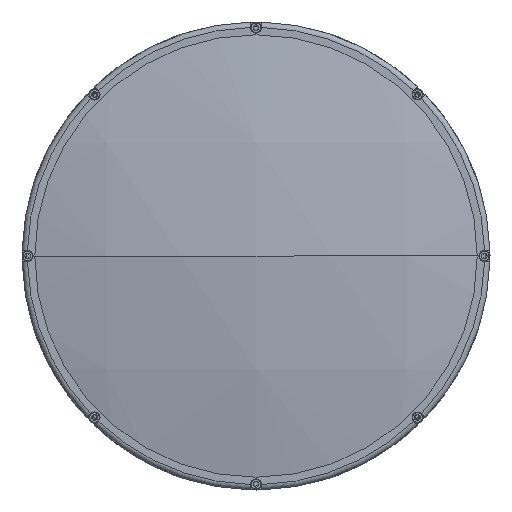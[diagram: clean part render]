
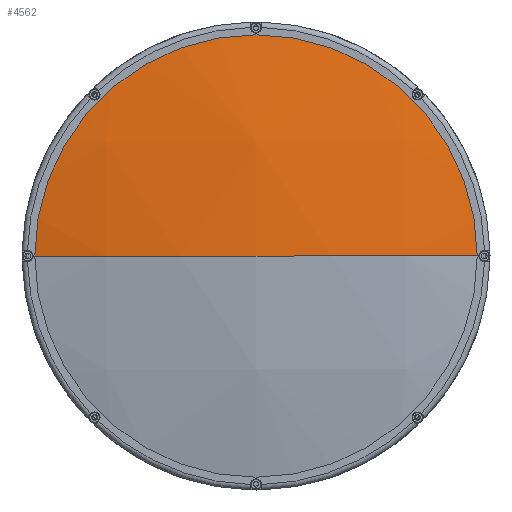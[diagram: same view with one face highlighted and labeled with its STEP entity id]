
A CAD part, left-side view. The second image highlights one B-rep face of the part: STEP entity #4562.
In plain terms, the highlighted spherical face has radius 606 mm.
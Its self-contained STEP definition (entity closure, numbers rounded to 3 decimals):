
#54 = DIRECTION ( 'NONE',  ( 0., 0., -1. ) ) ;
#384 = DIRECTION ( 'NONE',  ( 0., 0., -1. ) ) ;
#589 = DIRECTION ( 'NONE',  ( 0., 0., 1. ) ) ;
#668 = VERTEX_POINT ( 'NONE', #3234 ) ;
#1150 = AXIS2_PLACEMENT_3D ( 'NONE', #5847, #589, #5815 ) ;
#1290 = VERTEX_POINT ( 'NONE', #3700 ) ;
#1416 = EDGE_CURVE ( 'NONE', #668, #1290, #1714, .T. ) ;
#1440 = CIRCLE ( 'NONE', #2396, 124.9 ) ;
#1445 = AXIS2_PLACEMENT_3D ( 'NONE', #7285, #384, #1538 ) ;
#1538 = DIRECTION ( 'NONE',  ( 0., 1., 0. ) ) ;
#1586 = EDGE_CURVE ( 'NONE', #3200, #1290, #7189, .T. ) ;
#1714 = CIRCLE ( 'NONE', #1445, 606. ) ;
#1752 = CARTESIAN_POINT ( 'NONE',  ( -547.362, 0., 0. ) ) ;
#1830 = DIRECTION ( 'NONE',  ( 0., 0., 1. ) ) ;
#2305 = SPHERICAL_SURFACE ( 'NONE', #7200, 606. ) ;
#2396 = AXIS2_PLACEMENT_3D ( 'NONE', #1752, #4087, #54 ) ;
#3101 = CARTESIAN_POINT ( 'NONE',  ( 45.627, 0., 0. ) ) ;
#3200 = VERTEX_POINT ( 'NONE', #3813 ) ;
#3234 = CARTESIAN_POINT ( 'NONE',  ( -547.362, -124.9, 0. ) ) ;
#3599 = DIRECTION ( 'NONE',  ( 0., -1., 0. ) ) ;
#3700 = CARTESIAN_POINT ( 'NONE',  ( -560.373, 0., 0. ) ) ;
#3813 = CARTESIAN_POINT ( 'NONE',  ( -547.362, 124.9, 0. ) ) ;
#4087 = DIRECTION ( 'NONE',  ( -1., 0., 0. ) ) ;
#4557 = ORIENTED_EDGE ( 'NONE', *, *, #1586, .T. ) ;
#4562 = ADVANCED_FACE ( 'NONE', ( #4833 ), #2305, .T. ) ;
#4833 = FACE_OUTER_BOUND ( 'NONE', #7094, .T. ) ;
#5697 = ORIENTED_EDGE ( 'NONE', *, *, #7478, .T. ) ;
#5815 = DIRECTION ( 'NONE',  ( 0., -1., 0. ) ) ;
#5847 = CARTESIAN_POINT ( 'NONE',  ( 45.627, 0., 0. ) ) ;
#5865 = ORIENTED_EDGE ( 'NONE', *, *, #1416, .F. ) ;
#7094 = EDGE_LOOP ( 'NONE', ( #5697, #4557, #5865 ) ) ;
#7189 = CIRCLE ( 'NONE', #1150, 606. ) ;
#7200 = AXIS2_PLACEMENT_3D ( 'NONE', #3101, #1830, #3599 ) ;
#7285 = CARTESIAN_POINT ( 'NONE',  ( 45.627, 0., 0. ) ) ;
#7478 = EDGE_CURVE ( 'NONE', #668, #3200, #1440, .T. ) ;
